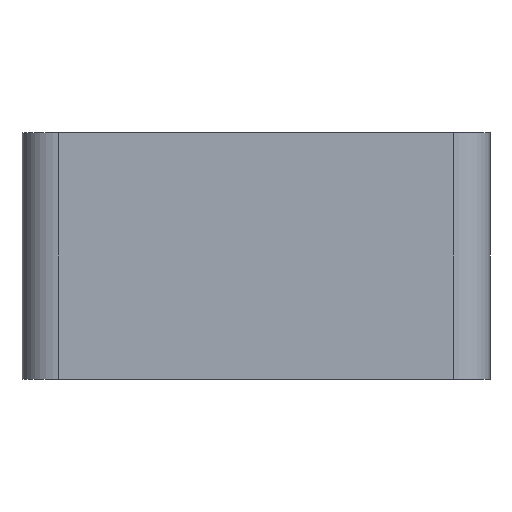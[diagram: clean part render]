
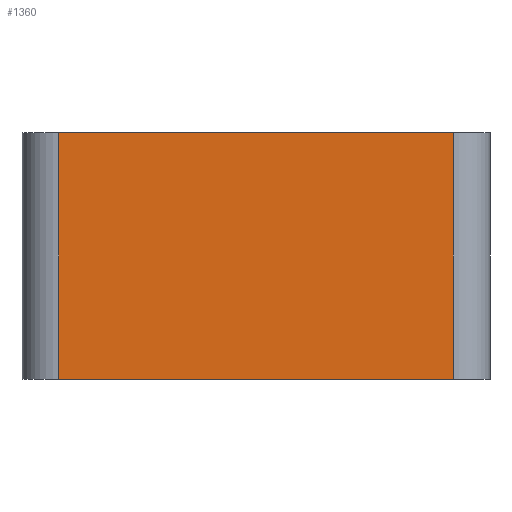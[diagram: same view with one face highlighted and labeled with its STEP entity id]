
A CAD part, left-side view. The second image highlights one B-rep face of the part: STEP entity #1360.
In plain terms, the highlighted planar face has unit normal (-1, 0, 0).
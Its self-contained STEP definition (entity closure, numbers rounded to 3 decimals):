
#49=PLANE('',#1521);
#117=FACE_OUTER_BOUND('',#188,.T.);
#188=EDGE_LOOP('',(#1249,#1250,#1251,#1252));
#335=LINE('',#2175,#464);
#349=LINE('',#2235,#478);
#389=LINE('',#2337,#518);
#390=LINE('',#2339,#519);
#464=VECTOR('',#1760,10.);
#478=VECTOR('',#1816,10.);
#518=VECTOR('',#1930,10.);
#519=VECTOR('',#1933,10.);
#602=VERTEX_POINT('',#2172);
#603=VERTEX_POINT('',#2174);
#627=VERTEX_POINT('',#2233);
#628=VERTEX_POINT('',#2234);
#770=EDGE_CURVE('',#603,#602,#335,.T.);
#801=EDGE_CURVE('',#627,#628,#349,.T.);
#853=EDGE_CURVE('',#628,#603,#389,.T.);
#854=EDGE_CURVE('',#627,#602,#390,.T.);
#1249=ORIENTED_EDGE('',*,*,#770,.T.);
#1250=ORIENTED_EDGE('',*,*,#854,.F.);
#1251=ORIENTED_EDGE('',*,*,#801,.T.);
#1252=ORIENTED_EDGE('',*,*,#853,.T.);
#1360=ADVANCED_FACE('',(#117),#49,.T.);
#1521=AXIS2_PLACEMENT_3D('',#2338,#1931,#1932);
#1760=DIRECTION('',(0.,1.,0.));
#1816=DIRECTION('',(0.,-1.,0.));
#1930=DIRECTION('',(0.,0.,1.));
#1931=DIRECTION('center_axis',(-1.,0.,0.));
#1932=DIRECTION('ref_axis',(0.,0.,1.));
#1933=DIRECTION('',(0.,0.,1.));
#2172=CARTESIAN_POINT('',(-5.5,8.,5.));
#2174=CARTESIAN_POINT('',(-5.5,-8.,5.));
#2175=CARTESIAN_POINT('',(-5.5,8.,5.));
#2233=CARTESIAN_POINT('',(-5.5,8.,-5.));
#2234=CARTESIAN_POINT('',(-5.5,-8.,-5.));
#2235=CARTESIAN_POINT('',(-5.5,8.,-5.));
#2337=CARTESIAN_POINT('',(-5.5,-8.,0.));
#2338=CARTESIAN_POINT('Origin',(-5.5,-8.,0.));
#2339=CARTESIAN_POINT('',(-5.5,8.,0.));
